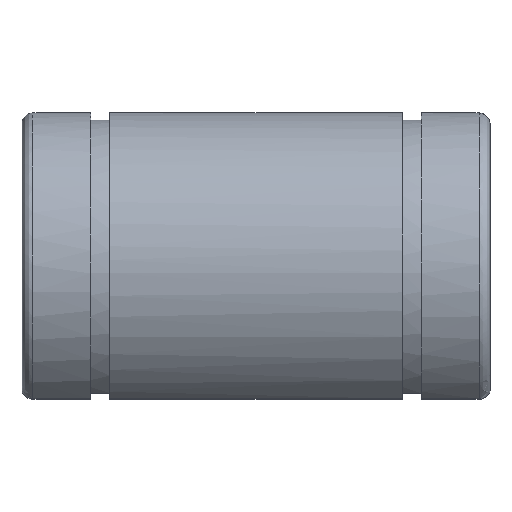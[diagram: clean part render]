
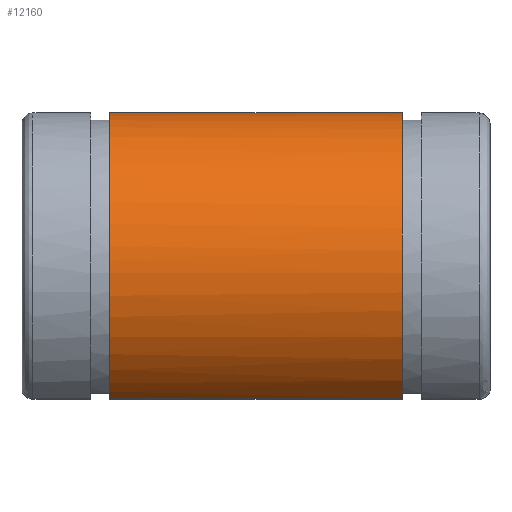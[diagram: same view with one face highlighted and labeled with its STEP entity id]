
A CAD part, top view. The second image highlights one B-rep face of the part: STEP entity #12160.
In plain terms, the highlighted free-form (B-spline) face has degree [3, 1] with [7, 2] control points.
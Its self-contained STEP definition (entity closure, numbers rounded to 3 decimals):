
#3360 = CARTESIAN_POINT ('', (6., -8.57, -6.897));
#3370 = VERTEX_POINT ('', #3360);
#3450 = CARTESIAN_POINT ('', (26., -8.57, -6.897));
#3460 = VERTEX_POINT ('', #3450);
#3470 = CARTESIAN_POINT ('', (6., -8.57, -6.897));
#3480 = CARTESIAN_POINT ('', (26., -8.57, -6.897));
#3490 = B_SPLINE_CURVE_WITH_KNOTS ('', 1, (#3470, #3480), .UNSPECIFIED., .F., .U., (2, 2), (0., 1.), .UNSPECIFIED.);
#3500 = EDGE_CURVE ('', #3370, #3460, #3490, .T.);
#6820 = CARTESIAN_POINT ('', (26., -8.57, 6.897));
#6830 = VERTEX_POINT ('', #6820);
#6890 = CARTESIAN_POINT ('', (6., -8.57, 6.897));
#6900 = VERTEX_POINT ('', #6890);
#6910 = CARTESIAN_POINT ('', (26., -8.57, 6.897));
#6920 = CARTESIAN_POINT ('', (6., -8.57, 6.897));
#6930 = B_SPLINE_CURVE_WITH_KNOTS ('', 1, (#6910, #6920), .UNSPECIFIED., .F., .U., (2, 2), (0., 1.), .UNSPECIFIED.);
#6940 = EDGE_CURVE ('', #6830, #6900, #6930, .T.);
#11250 = CARTESIAN_POINT ('', (26., 0., 11.));
#11260 = VERTEX_POINT ('', #11250);
#11270 = CARTESIAN_POINT ('', (26., 0., -11.));
#11280 = VERTEX_POINT ('', #11270);
#11290 = CARTESIAN_POINT ('', (26., 0., 11.));
#11300 = CARTESIAN_POINT ('', (26., 6.938, 11.));
#11310 = CARTESIAN_POINT ('', (26., 11., 5.933));
#11320 = CARTESIAN_POINT ('', (26., 11., 0.));
#11330 = CARTESIAN_POINT ('', (26., 11., -5.933));
#11340 = CARTESIAN_POINT ('', (26., 6.938, -11.));
#11350 = CARTESIAN_POINT ('', (26., 0., -11.));
#11360 = (
   BOUNDED_CURVE ()
   B_SPLINE_CURVE (3, (#11290, #11300, #11310, #11320, #11330, #11340, #11350), .UNSPECIFIED., .F., .U.)
   B_SPLINE_CURVE_WITH_KNOTS ((4, 3, 4), (0., 0.5, 1.), .UNSPECIFIED.)
   CURVE ()
   GEOMETRIC_REPRESENTATION_ITEM ()
   RATIONAL_B_SPLINE_CURVE ((0.686, 0.619, 0.724, 1., 0.724, 0.619, 0.686))
   REPRESENTATION_ITEM ('')
);
#11370 = EDGE_CURVE ('', #11260, #11280, #11360, .T.);
#11390 = CARTESIAN_POINT ('', (26., -8.57, 6.897));
#11400 = CARTESIAN_POINT ('', (26., -6.591, 9.355));
#11410 = CARTESIAN_POINT ('', (26., -3.61, 11.));
#11420 = CARTESIAN_POINT ('', (26., 0., 11.));
#11430 = (
   BOUNDED_CURVE ()
   B_SPLINE_CURVE (3, (#11390, #11400, #11410, #11420), .UNSPECIFIED., .F., .U.)
   B_SPLINE_CURVE_WITH_KNOTS ((4, 4), (0., 1.), .UNSPECIFIED.)
   CURVE ()
   GEOMETRIC_REPRESENTATION_ITEM ()
   RATIONAL_B_SPLINE_CURVE ((1., 0.831, 0.726, 0.686))
   REPRESENTATION_ITEM ('')
);
#11440 = EDGE_CURVE ('', #6830, #11260, #11430, .T.);
#11510 = CARTESIAN_POINT ('', (26., 0., -11.));
#11520 = CARTESIAN_POINT ('', (26., -3.61, -11.));
#11530 = CARTESIAN_POINT ('', (26., -6.591, -9.355));
#11540 = CARTESIAN_POINT ('', (26., -8.57, -6.897));
#11550 = (
   BOUNDED_CURVE ()
   B_SPLINE_CURVE (3, (#11510, #11520, #11530, #11540), .UNSPECIFIED., .F., .U.)
   B_SPLINE_CURVE_WITH_KNOTS ((4, 4), (0., 1.), .UNSPECIFIED.)
   CURVE ()
   GEOMETRIC_REPRESENTATION_ITEM ()
   RATIONAL_B_SPLINE_CURVE ((0.686, 0.726, 0.831, 1.))
   REPRESENTATION_ITEM ('')
);
#11560 = EDGE_CURVE ('', #11280, #3460, #11550, .T.);
#11660 = ORIENTED_EDGE ('', *, *, #6940, .F.);
#11670 = ORIENTED_EDGE ('', *, *, #11440, .T.);
#11680 = ORIENTED_EDGE ('', *, *, #11370, .T.);
#11690 = ORIENTED_EDGE ('', *, *, #11560, .T.);
#11700 = ORIENTED_EDGE ('', *, *, #3500, .F.);
#11710 = CARTESIAN_POINT ('', (6., 0., -11.));
#11720 = VERTEX_POINT ('', #11710);
#11730 = CARTESIAN_POINT ('', (6., -8.57, -6.897));
#11740 = CARTESIAN_POINT ('', (6., -6.591, -9.355));
#11750 = CARTESIAN_POINT ('', (6., -3.61, -11.));
#11760 = CARTESIAN_POINT ('', (6., 0., -11.));
#11770 = (
   BOUNDED_CURVE ()
   B_SPLINE_CURVE (3, (#11730, #11740, #11750, #11760), .UNSPECIFIED., .F., .U.)
   B_SPLINE_CURVE_WITH_KNOTS ((4, 4), (0., 1.), .UNSPECIFIED.)
   CURVE ()
   GEOMETRIC_REPRESENTATION_ITEM ()
   RATIONAL_B_SPLINE_CURVE ((1., 0.831, 0.726, 0.686))
   REPRESENTATION_ITEM ('')
);
#11780 = EDGE_CURVE ('', #3370, #11720, #11770, .T.);
#11790 = ORIENTED_EDGE ('', *, *, #11780, .T.);
#11800 = CARTESIAN_POINT ('', (6., 0., 11.));
#11810 = VERTEX_POINT ('', #11800);
#11820 = CARTESIAN_POINT ('', (6., 0., -11.));
#11830 = CARTESIAN_POINT ('', (6., 6.938, -11.));
#11840 = CARTESIAN_POINT ('', (6., 11., -5.933));
#11850 = CARTESIAN_POINT ('', (6., 11., 0.));
#11860 = CARTESIAN_POINT ('', (6., 11., 5.933));
#11870 = CARTESIAN_POINT ('', (6., 6.938, 11.));
#11880 = CARTESIAN_POINT ('', (6., 0., 11.));
#11890 = (
   BOUNDED_CURVE ()
   B_SPLINE_CURVE (3, (#11820, #11830, #11840, #11850, #11860, #11870, #11880), .UNSPECIFIED., .F., .U.)
   B_SPLINE_CURVE_WITH_KNOTS ((4, 3, 4), (0., 0.5, 1.), .UNSPECIFIED.)
   CURVE ()
   GEOMETRIC_REPRESENTATION_ITEM ()
   RATIONAL_B_SPLINE_CURVE ((0.686, 0.619, 0.724, 1., 0.724, 0.619, 0.686))
   REPRESENTATION_ITEM ('')
);
#11900 = EDGE_CURVE ('', #11720, #11810, #11890, .T.);
#11910 = ORIENTED_EDGE ('', *, *, #11900, .T.);
#11920 = CARTESIAN_POINT ('', (6., 0., 11.));
#11930 = CARTESIAN_POINT ('', (6., -3.61, 11.));
#11940 = CARTESIAN_POINT ('', (6., -6.591, 9.355));
#11950 = CARTESIAN_POINT ('', (6., -8.57, 6.897));
#11960 = (
   BOUNDED_CURVE ()
   B_SPLINE_CURVE (3, (#11920, #11930, #11940, #11950), .UNSPECIFIED., .F., .U.)
   B_SPLINE_CURVE_WITH_KNOTS ((4, 4), (0., 1.), .UNSPECIFIED.)
   CURVE ()
   GEOMETRIC_REPRESENTATION_ITEM ()
   RATIONAL_B_SPLINE_CURVE ((0.686, 0.726, 0.831, 1.))
   REPRESENTATION_ITEM ('')
);
#11970 = EDGE_CURVE ('', #11810, #6900, #11960, .T.);
#11980 = ORIENTED_EDGE ('', *, *, #11970, .T.);
#11990 = EDGE_LOOP ('', (#11660, #11670, #11680, #11690, #11700, #11790, #11910, #11980));
#12000 = FACE_OUTER_BOUND ('', #11990, .T.);
#12010 = CARTESIAN_POINT ('', (4., -8.57, -6.897));
#12020 = CARTESIAN_POINT ('', (28., -8.57, -6.897));
#12030 = CARTESIAN_POINT ('', (4., -0.755, -16.606));
#12040 = CARTESIAN_POINT ('', (28., -0.755, -16.606));
#12050 = CARTESIAN_POINT ('', (4., 11., -12.464));
#12060 = CARTESIAN_POINT ('', (28., 11., -12.464));
#12070 = CARTESIAN_POINT ('', (4., 11., 0.));
#12080 = CARTESIAN_POINT ('', (28., 11., 0.));
#12090 = CARTESIAN_POINT ('', (4., 11., 12.464));
#12100 = CARTESIAN_POINT ('', (28., 11., 12.464));
#12110 = CARTESIAN_POINT ('', (4., -0.755, 16.606));
#12120 = CARTESIAN_POINT ('', (28., -0.755, 16.606));
#12130 = CARTESIAN_POINT ('', (4., -8.57, 6.897));
#12140 = CARTESIAN_POINT ('', (28., -8.57, 6.897));
#12150 = (
   BOUNDED_SURFACE ()
   B_SPLINE_SURFACE (3, 1, ((#12010, #12020), (#12030, #12040), (#12050, #12060), (#12070, #12080), (#12090, #12100), (#12110, #12120), (#12130, #12140)), .UNSPECIFIED., .F., .F., .U.)
   B_SPLINE_SURFACE_WITH_KNOTS ((4, 3, 4), (2, 2), (0., 0.5, 1.), (0., 1.), .UNSPECIFIED.)
   SURFACE ()
   GEOMETRIC_REPRESENTATION_ITEM ()
   RATIONAL_B_SPLINE_SURFACE (((1., 1.), (0.555, 0.555), (0.555, 0.555), (1., 1.), (0.555, 0.555), (0.555, 0.555), (1., 1.)))
   REPRESENTATION_ITEM ('')
);
#12160 = ADVANCED_FACE ('', (#12000), #12150, .T.);
